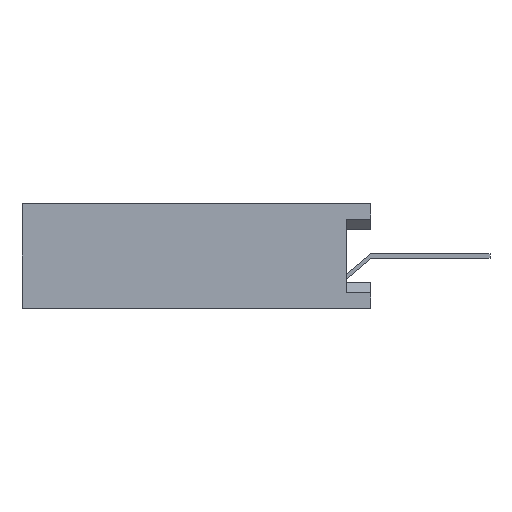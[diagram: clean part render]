
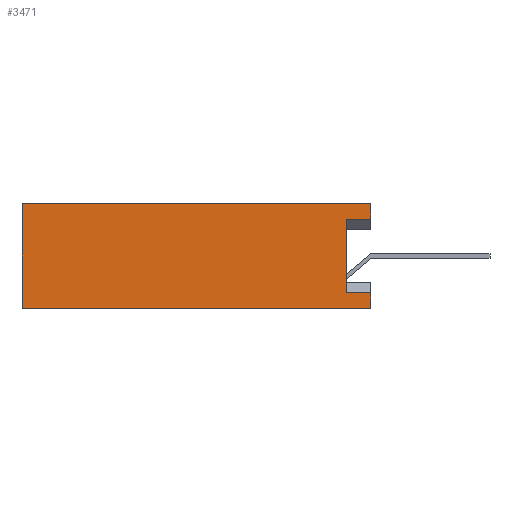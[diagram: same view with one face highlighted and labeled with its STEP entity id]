
A CAD part, left-side view. The second image highlights one B-rep face of the part: STEP entity #3471.
In plain terms, the highlighted planar face has unit normal (-1, 0, 0).
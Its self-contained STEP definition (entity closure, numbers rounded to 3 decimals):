
#17=DIRECTION('',(0.,-1.,0.));
#18=VECTOR('',#17,8.5);
#19=CARTESIAN_POINT('',(-5.08,4.25,-1.27));
#20=LINE('',#19,#18);
#165=DIRECTION('',(0.,0.,1.));
#166=VECTOR('',#165,0.37);
#167=CARTESIAN_POINT('',(-5.08,-4.25,-1.27));
#168=LINE('',#167,#166);
#181=DIRECTION('',(0.,0.,1.));
#182=VECTOR('',#181,0.37);
#183=CARTESIAN_POINT('',(-5.08,-4.25,0.9));
#184=LINE('',#183,#182);
#293=DIRECTION('',(0.,0.,1.));
#294=VECTOR('',#293,2.54);
#295=CARTESIAN_POINT('',(-5.08,4.25,-1.27));
#296=LINE('',#295,#294);
#297=DIRECTION('',(0.,1.,0.));
#298=VECTOR('',#297,0.6);
#299=CARTESIAN_POINT('',(-5.08,-4.25,0.9));
#300=LINE('',#299,#298);
#301=DIRECTION('',(0.,0.,1.));
#302=VECTOR('',#301,1.8);
#303=CARTESIAN_POINT('',(-5.08,-3.65,-0.9));
#304=LINE('',#303,#302);
#305=DIRECTION('',(0.,1.,0.));
#306=VECTOR('',#305,0.6);
#307=CARTESIAN_POINT('',(-5.08,-4.25,-0.9));
#308=LINE('',#307,#306);
#789=DIRECTION('',(0.,-1.,0.));
#790=VECTOR('',#789,8.5);
#791=CARTESIAN_POINT('',(-5.08,4.25,1.27));
#792=LINE('',#791,#790);
#2321=CARTESIAN_POINT('',(-5.08,4.25,-1.27));
#2322=CARTESIAN_POINT('',(-5.08,-4.25,-1.27));
#2323=VERTEX_POINT('',#2321);
#2324=VERTEX_POINT('',#2322);
#2329=CARTESIAN_POINT('',(-5.08,4.25,1.27));
#2330=CARTESIAN_POINT('',(-5.08,-4.25,1.27));
#2331=VERTEX_POINT('',#2329);
#2332=VERTEX_POINT('',#2330);
#2457=CARTESIAN_POINT('',(-5.08,-4.25,-0.9));
#2458=VERTEX_POINT('',#2457);
#2459=CARTESIAN_POINT('',(-5.08,-4.25,0.9));
#2460=VERTEX_POINT('',#2459);
#2473=CARTESIAN_POINT('',(-5.08,-3.65,-0.9));
#2474=CARTESIAN_POINT('',(-5.08,-3.65,0.9));
#2475=VERTEX_POINT('',#2473);
#2476=VERTEX_POINT('',#2474);
#3451=CARTESIAN_POINT('',(-5.08,4.25,-1.27));
#3452=DIRECTION('',(-1.,0.,0.));
#3453=DIRECTION('',(0.,-1.,0.));
#3454=AXIS2_PLACEMENT_3D('',#3451,#3452,#3453);
#3455=PLANE('',#3454);
#3456=ORIENTED_EDGE('',*,*,#3300,.F.);
#3457=ORIENTED_EDGE('',*,*,#3086,.F.);
#3459=ORIENTED_EDGE('',*,*,#3458,.T.);
#3461=ORIENTED_EDGE('',*,*,#3460,.T.);
#3462=ORIENTED_EDGE('',*,*,#3316,.F.);
#3464=ORIENTED_EDGE('',*,*,#3463,.T.);
#3466=ORIENTED_EDGE('',*,*,#3465,.F.);
#3468=ORIENTED_EDGE('',*,*,#3467,.F.);
#3469=EDGE_LOOP('',(#3456,#3457,#3459,#3461,#3462,#3464,#3466,#3468));
#3470=FACE_OUTER_BOUND('',#3469,.F.);
#3471=ADVANCED_FACE('',(#3470),#3455,.T.);
#3086=EDGE_CURVE('',#2323,#2324,#20,.T.);
#3300=EDGE_CURVE('',#2324,#2458,#168,.T.);
#3316=EDGE_CURVE('',#2460,#2332,#184,.T.);
#3458=EDGE_CURVE('',#2323,#2331,#296,.T.);
#3460=EDGE_CURVE('',#2331,#2332,#792,.T.);
#3463=EDGE_CURVE('',#2460,#2476,#300,.T.);
#3465=EDGE_CURVE('',#2475,#2476,#304,.T.);
#3467=EDGE_CURVE('',#2458,#2475,#308,.T.);
